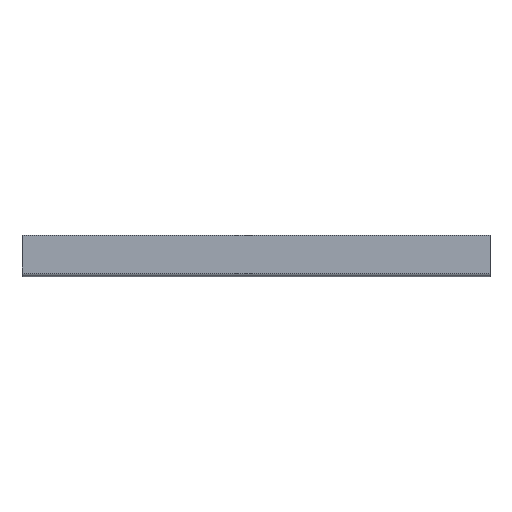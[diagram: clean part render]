
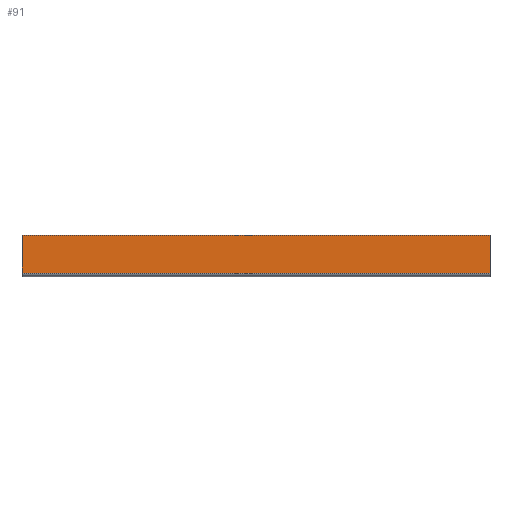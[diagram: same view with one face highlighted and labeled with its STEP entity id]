
A CAD part, top view. The second image highlights one B-rep face of the part: STEP entity #91.
In plain terms, the highlighted planar face has unit normal (0, 0, 1).
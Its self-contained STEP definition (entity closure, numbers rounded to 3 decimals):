
#2 = LINE ( 'NONE', #357, #390 ) ;
#28 = VERTEX_POINT ( 'NONE', #113 ) ;
#36 = VECTOR ( 'NONE', #212, 1000. ) ;
#76 = EDGE_CURVE ( 'NONE', #115, #407, #2, .T. ) ;
#91 = ADVANCED_FACE ( 'NONE', ( #298 ), #165, .F. ) ;
#98 = CARTESIAN_POINT ( 'NONE',  ( 34., -0.25, 0.5 ) ) ;
#113 = CARTESIAN_POINT ( 'NONE',  ( -34., 5.75, 0.5 ) ) ;
#115 = VERTEX_POINT ( 'NONE', #396 ) ;
#150 = EDGE_CURVE ( 'NONE', #408, #407, #240, .T. ) ;
#155 = DIRECTION ( 'NONE',  ( -1., 0., 0. ) ) ;
#165 = PLANE ( 'NONE',  #229 ) ;
#168 = DIRECTION ( 'NONE',  ( -1., 0., 0. ) ) ;
#211 = EDGE_LOOP ( 'NONE', ( #460, #362, #454, #263 ) ) ;
#212 = DIRECTION ( 'NONE',  ( 0., -1., 0. ) ) ;
#229 = AXIS2_PLACEMENT_3D ( 'NONE', #276, #437, #155 ) ;
#238 = DIRECTION ( 'NONE',  ( 1., 0., 0. ) ) ;
#240 = LINE ( 'NONE', #98, #36 ) ;
#242 = CARTESIAN_POINT ( 'NONE',  ( 34., 5.75, 0.5 ) ) ;
#263 = ORIENTED_EDGE ( 'NONE', *, *, #412, .T. ) ;
#269 = LINE ( 'NONE', #364, #417 ) ;
#276 = CARTESIAN_POINT ( 'NONE',  ( 34., -0.25, 0.5 ) ) ;
#298 = FACE_OUTER_BOUND ( 'NONE', #211, .T. ) ;
#342 = LINE ( 'NONE', #366, #386 ) ;
#357 = CARTESIAN_POINT ( 'NONE',  ( 34., 0.25, 0.5 ) ) ;
#361 = DIRECTION ( 'NONE',  ( 0., -1., 0. ) ) ;
#362 = ORIENTED_EDGE ( 'NONE', *, *, #76, .T. ) ;
#364 = CARTESIAN_POINT ( 'NONE',  ( 34., 5.75, 0.5 ) ) ;
#366 = CARTESIAN_POINT ( 'NONE',  ( -34., -0.25, 0.5 ) ) ;
#375 = EDGE_CURVE ( 'NONE', #28, #115, #342, .T. ) ;
#386 = VECTOR ( 'NONE', #361, 1000. ) ;
#390 = VECTOR ( 'NONE', #238, 1000. ) ;
#396 = CARTESIAN_POINT ( 'NONE',  ( -34., 0.25, 0.5 ) ) ;
#407 = VERTEX_POINT ( 'NONE', #409 ) ;
#408 = VERTEX_POINT ( 'NONE', #242 ) ;
#409 = CARTESIAN_POINT ( 'NONE',  ( 34., 0.25, 0.5 ) ) ;
#412 = EDGE_CURVE ( 'NONE', #408, #28, #269, .T. ) ;
#417 = VECTOR ( 'NONE', #168, 1000. ) ;
#437 = DIRECTION ( 'NONE',  ( 0., 0., -1. ) ) ;
#454 = ORIENTED_EDGE ( 'NONE', *, *, #150, .F. ) ;
#460 = ORIENTED_EDGE ( 'NONE', *, *, #375, .T. ) ;
